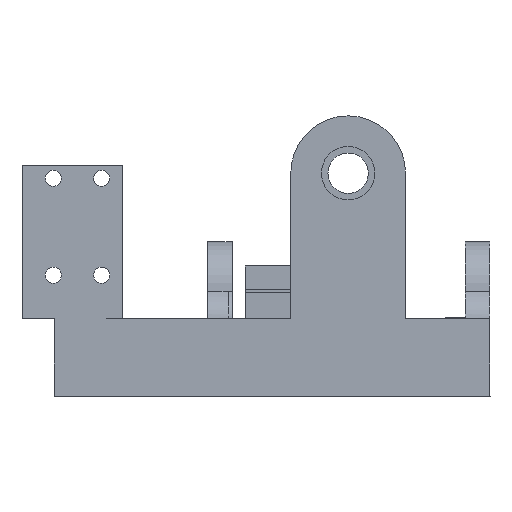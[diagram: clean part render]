
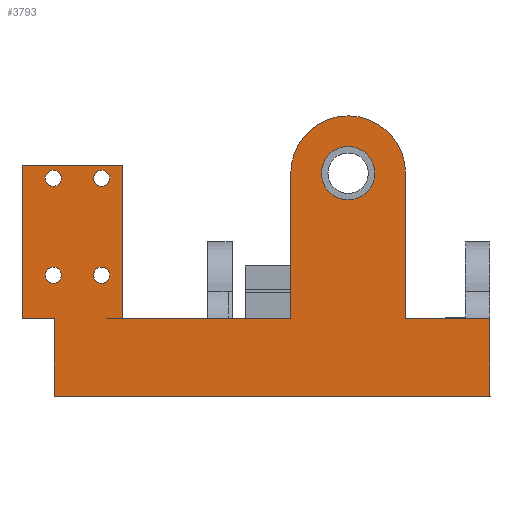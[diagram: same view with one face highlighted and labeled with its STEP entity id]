
A CAD part, front view. The second image highlights one B-rep face of the part: STEP entity #3793.
In plain terms, the highlighted planar face has unit normal (0, -1, 0).
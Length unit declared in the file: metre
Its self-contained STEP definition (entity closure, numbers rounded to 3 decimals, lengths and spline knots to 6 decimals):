
#114=CIRCLE('',#3984,0.01424);
#175=CIRCLE('',#4151,0.002);
#176=CIRCLE('',#4152,0.002);
#177=CIRCLE('',#4153,0.002);
#178=CIRCLE('',#4154,0.002);
#179=CIRCLE('',#4155,0.006627);
#1190=ORIENTED_EDGE('',*,*,#1925,.T.);
#1191=ORIENTED_EDGE('',*,*,#1926,.T.);
#1192=ORIENTED_EDGE('',*,*,#1927,.T.);
#1193=ORIENTED_EDGE('',*,*,#1928,.T.);
#1194=ORIENTED_EDGE('',*,*,#1929,.F.);
#1195=ORIENTED_EDGE('',*,*,#1930,.T.);
#1196=ORIENTED_EDGE('',*,*,#1923,.F.);
#1197=ORIENTED_EDGE('',*,*,#1921,.F.);
#1198=ORIENTED_EDGE('',*,*,#1924,.F.);
#1199=ORIENTED_EDGE('',*,*,#1899,.F.);
#1200=ORIENTED_EDGE('',*,*,#1901,.F.);
#1201=ORIENTED_EDGE('',*,*,#1884,.T.);
#1202=ORIENTED_EDGE('',*,*,#1463,.T.);
#1203=ORIENTED_EDGE('',*,*,#1455,.F.);
#1204=ORIENTED_EDGE('',*,*,#1462,.F.);
#1205=ORIENTED_EDGE('',*,*,#1931,.F.);
#1206=ORIENTED_EDGE('',*,*,#1649,.T.);
#1207=ORIENTED_EDGE('',*,*,#1646,.T.);
#1208=ORIENTED_EDGE('',*,*,#1643,.T.);
#1455=EDGE_CURVE('',#1995,#1996,#2355,.T.);
#1462=EDGE_CURVE('',#1999,#1995,#2361,.F.);
#1463=EDGE_CURVE('',#2000,#1996,#2362,.T.);
#1643=EDGE_CURVE('',#2130,#2129,#2438,.T.);
#1646=EDGE_CURVE('',#2132,#2130,#114,.T.);
#1649=EDGE_CURVE('',#2134,#2132,#2442,.T.);
#1884=EDGE_CURVE('',#2289,#2000,#2594,.T.);
#1899=EDGE_CURVE('',#2297,#2298,#2608,.T.);
#1901=EDGE_CURVE('',#2289,#2297,#2610,.T.);
#1921=EDGE_CURVE('',#2311,#2310,#2623,.T.);
#1923=EDGE_CURVE('',#2310,#2312,#2625,.T.);
#1924=EDGE_CURVE('',#2298,#2311,#2626,.T.);
#1925=EDGE_CURVE('',#2313,#2313,#175,.T.);
#1926=EDGE_CURVE('',#2314,#2314,#176,.T.);
#1927=EDGE_CURVE('',#2315,#2315,#177,.T.);
#1928=EDGE_CURVE('',#2316,#2316,#178,.T.);
#1929=EDGE_CURVE('',#2317,#2317,#179,.T.);
#1930=EDGE_CURVE('',#2129,#2312,#2627,.T.);
#1931=EDGE_CURVE('',#2134,#1999,#2628,.T.);
#1995=VERTEX_POINT('',#5336);
#1996=VERTEX_POINT('',#5338);
#1999=VERTEX_POINT('',#5352);
#2000=VERTEX_POINT('',#5356);
#2129=VERTEX_POINT('',#5889);
#2130=VERTEX_POINT('',#5891);
#2132=VERTEX_POINT('',#5897);
#2134=VERTEX_POINT('',#5903);
#2289=VERTEX_POINT('',#6535);
#2297=VERTEX_POINT('',#6563);
#2298=VERTEX_POINT('',#6565);
#2310=VERTEX_POINT('',#6610);
#2311=VERTEX_POINT('',#6612);
#2312=VERTEX_POINT('',#6616);
#2313=VERTEX_POINT('',#6622);
#2314=VERTEX_POINT('',#6624);
#2315=VERTEX_POINT('',#6626);
#2316=VERTEX_POINT('',#6628);
#2317=VERTEX_POINT('',#6630);
#2355=LINE('',#5337,#2670);
#2361=LINE('',#5353,#2676);
#2362=LINE('',#5355,#2677);
#2438=LINE('',#5890,#2753);
#2442=LINE('',#5902,#2757);
#2594=LINE('',#6534,#2909);
#2608=LINE('',#6564,#2923);
#2610=LINE('',#6568,#2925);
#2623=LINE('',#6613,#2938);
#2625=LINE('',#6617,#2940);
#2626=LINE('',#6619,#2941);
#2627=LINE('',#6631,#2942);
#2628=LINE('',#6632,#2943);
#2670=VECTOR('',#4252,1.);
#2676=VECTOR('',#4262,1.);
#2677=VECTOR('',#4265,1.);
#2753=VECTOR('',#4599,1.);
#2757=VECTOR('',#4611,1.);
#2909=VECTOR('',#5049,1.);
#2923=VECTOR('',#5077,1.);
#2925=VECTOR('',#5081,1.);
#2938=VECTOR('',#5116,1.);
#2940=VECTOR('',#5120,1.);
#2941=VECTOR('',#5123,1.);
#2942=VECTOR('',#5136,1.);
#2943=VECTOR('',#5137,1.);
#3178=EDGE_LOOP('',(#1190));
#3179=EDGE_LOOP('',(#1191));
#3180=EDGE_LOOP('',(#1192));
#3181=EDGE_LOOP('',(#1193));
#3182=EDGE_LOOP('',(#1194));
#3183=EDGE_LOOP('',(#1195,#1196,#1197,#1198,#1199,#1200,#1201,#1202,#1203,
#1204,#1205,#1206,#1207,#1208));
#3446=FACE_BOUND('',#3178,.T.);
#3447=FACE_BOUND('',#3179,.T.);
#3448=FACE_BOUND('',#3180,.T.);
#3449=FACE_BOUND('',#3181,.T.);
#3450=FACE_BOUND('',#3182,.T.);
#3451=FACE_BOUND('',#3183,.T.);
#3606=PLANE('',#4150);
#3793=ADVANCED_FACE('',(#3446,#3447,#3448,#3449,#3450,#3451),#3606,.T.);
#3984=AXIS2_PLACEMENT_3D('',#5896,#4605,#4606);
#4150=AXIS2_PLACEMENT_3D('',#6620,#5124,#5125);
#4151=AXIS2_PLACEMENT_3D('',#6621,#5126,#5127);
#4152=AXIS2_PLACEMENT_3D('',#6623,#5128,#5129);
#4153=AXIS2_PLACEMENT_3D('',#6625,#5130,#5131);
#4154=AXIS2_PLACEMENT_3D('',#6627,#5132,#5133);
#4155=AXIS2_PLACEMENT_3D('',#6629,#5134,#5135);
#4252=DIRECTION('',(0.,0.,-1.));
#4262=DIRECTION('',(-1.,0.,0.));
#4265=DIRECTION('',(1.,0.,0.));
#4599=DIRECTION('',(0.,0.,-1.));
#4605=DIRECTION('',(0.,-1.,0.));
#4606=DIRECTION('',(0.,0.,-1.));
#4611=DIRECTION('',(0.,0.,1.));
#5049=DIRECTION('',(0.,0.,-1.));
#5077=DIRECTION('',(0.,0.,1.));
#5081=DIRECTION('',(-1.,0.,0.));
#5116=DIRECTION('',(0.,0.,-1.));
#5120=DIRECTION('',(-1.,0.,0.));
#5123=DIRECTION('',(1.,0.,0.));
#5124=DIRECTION('',(0.,-1.,0.));
#5125=DIRECTION('',(1.,0.,0.));
#5126=DIRECTION('',(0.,1.,0.));
#5127=DIRECTION('',(1.,0.,0.));
#5128=DIRECTION('',(0.,1.,0.));
#5129=DIRECTION('',(1.,0.,0.));
#5130=DIRECTION('',(0.,1.,0.));
#5131=DIRECTION('',(1.,0.,0.));
#5132=DIRECTION('',(0.,1.,0.));
#5133=DIRECTION('',(1.,0.,0.));
#5134=DIRECTION('',(0.,-1.,0.));
#5135=DIRECTION('',(0.,0.,-1.));
#5136=DIRECTION('',(-1.,0.,0.));
#5137=DIRECTION('',(1.,0.,0.));
#5336=CARTESIAN_POINT('',(0.056097,-0.0325,-0.028962));
#5337=CARTESIAN_POINT('',(0.056098,-0.0325,-0.032825));
#5338=CARTESIAN_POINT('',(0.056102,-0.0325,-0.048163));
#5352=CARTESIAN_POINT('',(0.055097,-0.0325,-0.028963));
#5353=CARTESIAN_POINT('',(0.023588,-0.0325,-0.028971));
#5355=CARTESIAN_POINT('',(0.053,-0.0325,-0.048163));
#5356=CARTESIAN_POINT('',(-0.052,-0.0325,-0.048163));
#5889=CARTESIAN_POINT('',(0.006667,-0.0325,-0.028963));
#5890=CARTESIAN_POINT('',(0.006667,-0.0325,-0.01339));
#5891=CARTESIAN_POINT('',(0.006667,-0.0325,0.007143));
#5896=CARTESIAN_POINT('',(0.020907,-0.0325,0.007143));
#5897=CARTESIAN_POINT('',(0.035146,-0.0325,0.007143));
#5902=CARTESIAN_POINT('',(0.035146,-0.0325,-0.01339));
#5903=CARTESIAN_POINT('',(0.035146,-0.0325,-0.028963));
#6534=CARTESIAN_POINT('',(-0.052,-0.0325,-0.028963));
#6535=CARTESIAN_POINT('',(-0.052,-0.0325,-0.028963));
#6563=CARTESIAN_POINT('',(-0.06,-0.0325,-0.028963));
#6564=CARTESIAN_POINT('',(-0.06,-0.0325,-0.028963));
#6565=CARTESIAN_POINT('',(-0.06,-0.0325,0.008994));
#6568=CARTESIAN_POINT('',(-0.002452,-0.0325,-0.028963));
#6610=CARTESIAN_POINT('',(-0.034989,-0.0325,-0.028962));
#6612=CARTESIAN_POINT('',(-0.035,-0.0325,0.009001));
#6613=CARTESIAN_POINT('',(-0.034995,-0.0325,-0.00998));
#6616=CARTESIAN_POINT('',(-0.038992,-0.0325,-0.028963));
#6617=CARTESIAN_POINT('',(-0.038989,-0.0325,-0.028963));
#6619=CARTESIAN_POINT('',(-0.06,-0.0325,0.008994));
#6620=CARTESIAN_POINT('',(-0.001949,-0.0325,-0.01339));
#6621=CARTESIAN_POINT('',(-0.040243,-0.0325,-0.018123));
#6622=CARTESIAN_POINT('',(-0.038993,-0.0325,-0.016562));
#6623=CARTESIAN_POINT('',(-0.04025,-0.0325,0.005877));
#6624=CARTESIAN_POINT('',(-0.038999,-0.0325,0.004317));
#6625=CARTESIAN_POINT('',(-0.05225,-0.0325,0.005874));
#6626=CARTESIAN_POINT('',(-0.05025,-0.0325,0.005874));
#6627=CARTESIAN_POINT('',(-0.052243,-0.0325,-0.018126));
#6628=CARTESIAN_POINT('',(-0.050243,-0.0325,-0.018126));
#6629=CARTESIAN_POINT('',(0.020907,-0.0325,0.007143));
#6630=CARTESIAN_POINT('',(0.020907,-0.0325,0.000516));
#6631=CARTESIAN_POINT('',(-0.001949,-0.0325,-0.028963));
#6632=CARTESIAN_POINT('',(-0.002452,-0.0325,-0.028963));
